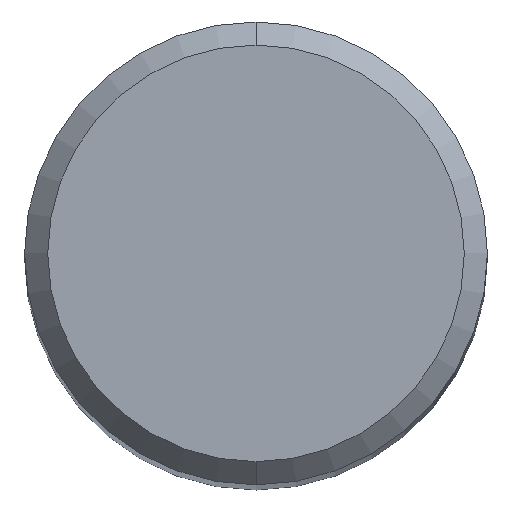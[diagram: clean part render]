
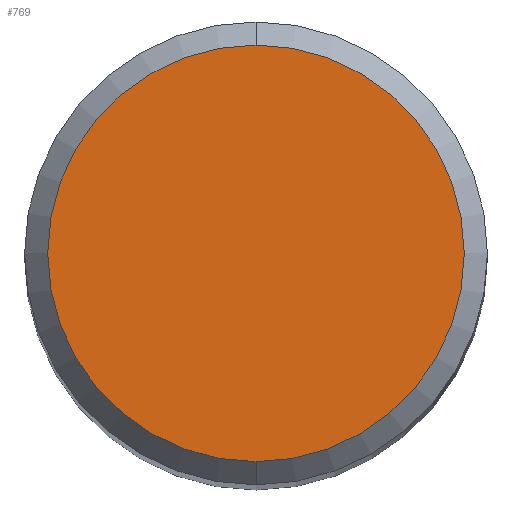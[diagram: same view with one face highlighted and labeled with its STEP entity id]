
A CAD part, top view. The second image highlights one B-rep face of the part: STEP entity #769.
In plain terms, the highlighted planar face has unit normal (0, 0, 1).
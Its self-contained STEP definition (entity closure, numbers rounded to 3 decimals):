
#443=EDGE_CURVE('',#481,#893,#1049,.T.);
#481=VERTEX_POINT('',#1091);
#769=ADVANCED_FACE('',(#1404),#1405,.T.);
#843=EDGE_CURVE('',#893,#481,#1489,.T.);
#893=VERTEX_POINT('',#1542);
#1049=CIRCLE('',#2987,3.6);
#1091=CARTESIAN_POINT('',(0.0,3.6,0.0));
#1404=FACE_OUTER_BOUND('',#6391,.T.);
#1405=PLANE('',#6392);
#1489=CIRCLE('',#7579,3.6);
#1542=CARTESIAN_POINT('',(0.,-3.6,0.0));
#2987=AXIS2_PLACEMENT_3D('',#7970,#7971,#7972);
#6391=EDGE_LOOP('',(#8362,#8363));
#6392=AXIS2_PLACEMENT_3D('',#8364,#8365,#8366);
#7579=AXIS2_PLACEMENT_3D('',#8473,#8474,#8475);
#7970=CARTESIAN_POINT('',(0.0,0.0,0.0));
#7971=DIRECTION('',(0.0,0.0,-1.0));
#7972=DIRECTION('',(0.0,1.0,0.0));
#8362=ORIENTED_EDGE('',*,*,#443,.F.);
#8363=ORIENTED_EDGE('',*,*,#843,.F.);
#8364=CARTESIAN_POINT('',(0.0,1.8,0.0));
#8365=DIRECTION('',(-0.0,0.0,1.0));
#8366=DIRECTION('',(0.0,-1.0,0.0));
#8473=CARTESIAN_POINT('',(0.0,0.0,0.0));
#8474=DIRECTION('',(0.0,0.0,-1.0));
#8475=DIRECTION('',(0.0,1.0,0.0));
